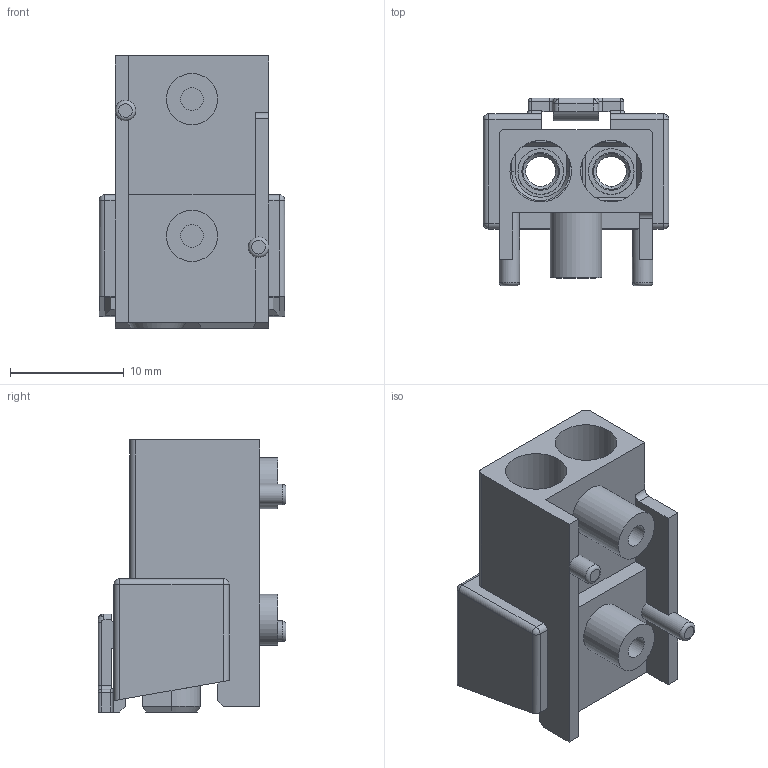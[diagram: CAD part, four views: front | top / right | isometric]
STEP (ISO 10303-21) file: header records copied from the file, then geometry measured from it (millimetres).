
FILE_DESCRIPTION(/* description */ (''),/* implementation_level */ '2;1');
FILE_NAME(/* name */ '276-2194-NONE-42108.ipt.step',/* time_stamp */ '2020-04-16T23:10:06-04:00',/* author */ ('Jordan'),/* organization */ (''),/* preprocessor_version */ 'ST-DEVELOPER v17',/* originating_system */ 'Autodesk Inventor 2019',/* authorisation */ '');
FILE_SCHEMA (('AUTOMOTIVE_DESIGN { 1 0 10303 214 3 1 1 }'));
Length unit declared in the file: inch
Products named in the file (1): 276-2194-NONE-42108
Bounding box: 16.3 x 16.5 x 23.9 mm (x, y, z)
Volume: 1956.8 mm3; surface area: 3288.6 mm2
Topology: 1 solids, 1 shells, 155 faces, 422 edges, 275 vertices
Faces by surface type: plane 86, cylinder 47, sphere 8, torus 6, cone 6, bspline 2
Full cylindrical faces by diameter (mm): 1.8 x2, 2 x2, 2.63 x2, 3.3 x2, 4 x2, 4.5 x2, 5.4 x2
Entity records: 5282 total; most frequent: CARTESIAN_POINT 1213, DIRECTION 859, ORIENTED_EDGE 840, EDGE_CURVE 420, AXIS2_PLACEMENT_3D 297, VERTEX_POINT 275, LINE 265, VECTOR 265
